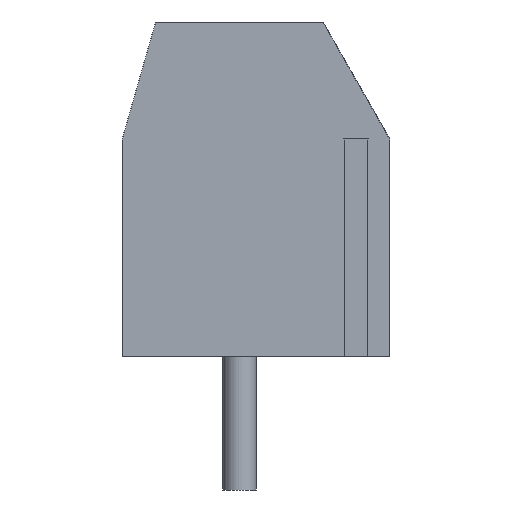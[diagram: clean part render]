
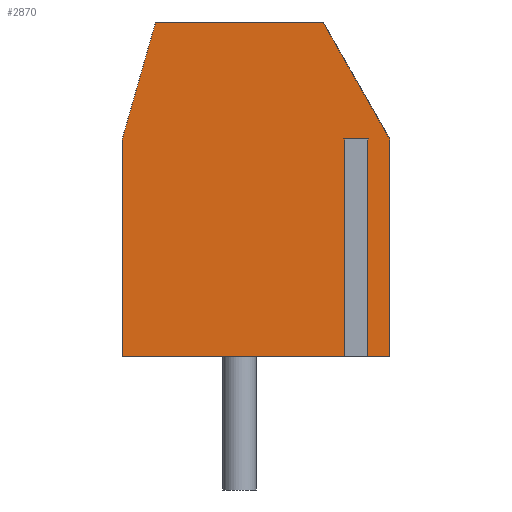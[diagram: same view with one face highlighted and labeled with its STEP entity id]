
A CAD part, left-side view. The second image highlights one B-rep face of the part: STEP entity #2870.
In plain terms, the highlighted planar face has unit normal (-1, 0, 0).
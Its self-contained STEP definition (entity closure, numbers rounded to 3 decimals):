
#871 = VERTEX_POINT('',#872);
#872 = CARTESIAN_POINT('',(-7.5,4.5,0.5));
#878 = EDGE_CURVE('',#871,#879,#881,.T.);
#879 = VERTEX_POINT('',#880);
#880 = CARTESIAN_POINT('',(-7.5,4.5,7.));
#881 = LINE('',#882,#883);
#882 = CARTESIAN_POINT('',(-7.5,4.5,0.5));
#883 = VECTOR('',#884,1.);
#884 = DIRECTION('',(0.,0.,1.));
#1732 = EDGE_CURVE('',#1733,#871,#1735,.T.);
#1733 = VERTEX_POINT('',#1734);
#1734 = CARTESIAN_POINT('',(-7.5,-2.15,0.5));
#1735 = LINE('',#1736,#1737);
#1736 = CARTESIAN_POINT('',(-7.5,-3.5,0.5));
#1737 = VECTOR('',#1738,1.);
#1738 = DIRECTION('',(0.,1.,0.));
#1773 = VERTEX_POINT('',#1774);
#1774 = CARTESIAN_POINT('',(-7.5,-2.85,0.5));
#1780 = EDGE_CURVE('',#1781,#1773,#1783,.T.);
#1781 = VERTEX_POINT('',#1782);
#1782 = CARTESIAN_POINT('',(-7.5,-3.5,0.5));
#1783 = LINE('',#1784,#1785);
#1784 = CARTESIAN_POINT('',(-7.5,-3.5,0.5));
#1785 = VECTOR('',#1786,1.);
#1786 = DIRECTION('',(0.,1.,0.));
#2824 = EDGE_CURVE('',#2825,#879,#2827,.T.);
#2825 = VERTEX_POINT('',#2826);
#2826 = CARTESIAN_POINT('',(-7.5,3.5,10.5));
#2827 = LINE('',#2828,#2829);
#2828 = CARTESIAN_POINT('',(-7.5,4.807,5.927));
#2829 = VECTOR('',#2830,1.);
#2830 = DIRECTION('',(0.,0.275,-0.962));
#2870 = ADVANCED_FACE('',(#2871),#2921,.T.);
#2871 = FACE_BOUND('',#2872,.T.);
#2872 = EDGE_LOOP('',(#2873,#2881,#2882,#2883,#2884,#2892,#2900,#2906,
    #2907,#2915));
#2873 = ORIENTED_EDGE('',*,*,#2874,.T.);
#2874 = EDGE_CURVE('',#2875,#2825,#2877,.T.);
#2875 = VERTEX_POINT('',#2876);
#2876 = CARTESIAN_POINT('',(-7.5,-1.5,10.5));
#2877 = LINE('',#2878,#2879);
#2878 = CARTESIAN_POINT('',(-7.5,-3.5,10.5));
#2879 = VECTOR('',#2880,1.);
#2880 = DIRECTION('',(0.,1.,0.));
#2881 = ORIENTED_EDGE('',*,*,#2824,.T.);
#2882 = ORIENTED_EDGE('',*,*,#878,.F.);
#2883 = ORIENTED_EDGE('',*,*,#1732,.F.);
#2884 = ORIENTED_EDGE('',*,*,#2885,.T.);
#2885 = EDGE_CURVE('',#1733,#2886,#2888,.T.);
#2886 = VERTEX_POINT('',#2887);
#2887 = CARTESIAN_POINT('',(-7.5,-2.15,7.));
#2888 = LINE('',#2889,#2890);
#2889 = CARTESIAN_POINT('',(-7.5,-2.15,0.5));
#2890 = VECTOR('',#2891,1.);
#2891 = DIRECTION('',(0.,0.,1.));
#2892 = ORIENTED_EDGE('',*,*,#2893,.F.);
#2893 = EDGE_CURVE('',#2894,#2886,#2896,.T.);
#2894 = VERTEX_POINT('',#2895);
#2895 = CARTESIAN_POINT('',(-7.5,-2.85,7.));
#2896 = LINE('',#2897,#2898);
#2897 = CARTESIAN_POINT('',(-7.5,-2.85,7.));
#2898 = VECTOR('',#2899,1.);
#2899 = DIRECTION('',(0.,1.,0.));
#2900 = ORIENTED_EDGE('',*,*,#2901,.F.);
#2901 = EDGE_CURVE('',#1773,#2894,#2902,.T.);
#2902 = LINE('',#2903,#2904);
#2903 = CARTESIAN_POINT('',(-7.5,-2.85,0.5));
#2904 = VECTOR('',#2905,1.);
#2905 = DIRECTION('',(0.,0.,1.));
#2906 = ORIENTED_EDGE('',*,*,#1780,.F.);
#2907 = ORIENTED_EDGE('',*,*,#2908,.T.);
#2908 = EDGE_CURVE('',#1781,#2909,#2911,.T.);
#2909 = VERTEX_POINT('',#2910);
#2910 = CARTESIAN_POINT('',(-7.5,-3.5,7.));
#2911 = LINE('',#2912,#2913);
#2912 = CARTESIAN_POINT('',(-7.5,-3.5,0.5));
#2913 = VECTOR('',#2914,1.);
#2914 = DIRECTION('',(0.,0.,1.));
#2915 = ORIENTED_EDGE('',*,*,#2916,.F.);
#2916 = EDGE_CURVE('',#2875,#2909,#2917,.T.);
#2917 = LINE('',#2918,#2919);
#2918 = CARTESIAN_POINT('',(-7.5,-4.4,5.425));
#2919 = VECTOR('',#2920,1.);
#2920 = DIRECTION('',(-0.,-0.496,-0.868));
#2921 = PLANE('',#2922);
#2922 = AXIS2_PLACEMENT_3D('',#2923,#2924,#2925);
#2923 = CARTESIAN_POINT('',(-7.5,-3.5,0.5));
#2924 = DIRECTION('',(-1.,0.,0.));
#2925 = DIRECTION('',(0.,1.,0.));
